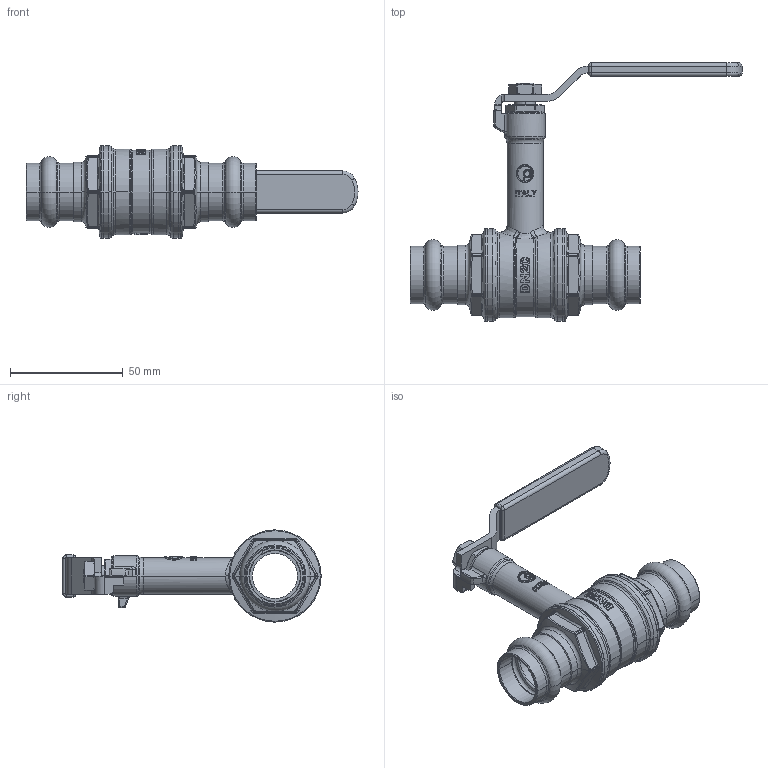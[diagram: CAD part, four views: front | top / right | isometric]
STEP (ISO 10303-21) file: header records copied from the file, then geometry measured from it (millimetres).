
FILE_DESCRIPTION((''),'2;1');
FILE_NAME('P100L_22MM_ASM','2024-03-25T13:38:45',('mirco.molonato'),(''),'CREO PARAMETRIC BY PTC INC, 2022414','CREO PARAMETRIC BY PTC INC, 2022414','');
FILE_SCHEMA(('CONFIG_CONTROL_DESIGN'));
Length unit declared in the file: millimetre
Products named in the file (8): 07131; 07132; 07136; 87135; 04115; GRIP_PVC_95; 01034; P100L_22MM_ASM
Assembly tree (8 placements, depth 2):
  P100L_22MM_ASM
    07131
    07132
    07136
    87135
    04115  x2
    GRIP_PVC_95
    01034
Bounding box: 147.45 x 114.7 x 41 mm (x, y, z)
Volume: 55368.3 mm3; surface area: 50535.1 mm2
Topology: 8 solids, 20 shells, 839 faces, 1966 edges, 1187 vertices
Faces by surface type: cylinder 231, bspline 180, plane 168, cone 116, torus 111, extrusion 29, sphere 4
Entity records: 26496 total; most frequent: CARTESIAN_POINT 11250, ORIENTED_EDGE 3212, DIRECTION 2977, EDGE_CURVE 1636, AXIS2_PLACEMENT_3D 1196, VERTEX_POINT 1001, EDGE_LOOP 739, FACE_OUTER_BOUND 689
